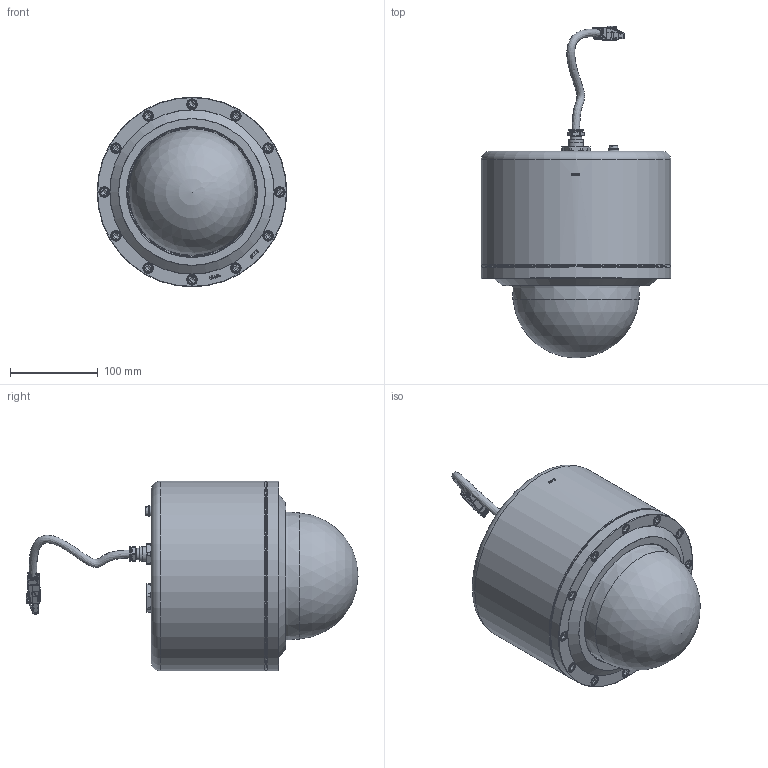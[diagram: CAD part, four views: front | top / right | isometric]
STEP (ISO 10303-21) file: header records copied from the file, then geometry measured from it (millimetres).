
FILE_DESCRIPTION(/* description */ (''),/* implementation_level */ '2;1');
FILE_NAME(/* name */ 'ExCam IPQ3628_8HS.23040163)_(download).stp',/* time_stamp */ '2025-02-21T15:43:53+01:00',/* author */ ('Thiemo Gruber'),/* organization */ (''),/* preprocessor_version */ 'ST-DEVELOPER v20',/* originating_system */ 'Autodesk Inventor 2025',/* authorisation */ '');
FILE_SCHEMA (('AUTOMOTIVE_DESIGN { 1 0 10303 214 3 1 1 }'));
Length unit declared in the file: millimetre
Products named in the file (22): ExCam IPQ3628 T08-VA4.1K.PS1-LL.H-000.N-P_rev.00; VA4.1K_rev.02; VA4.x.Px1_rev.01; VA4.x.Px1_rev.01_1; Compound VA4.x.PA2_rev.04; O-Ring 146x4,00 MVQ70; VA4.x.Px1 Passscheibe_rev.01; VA4.x.PA2 Ringmutter vers.02_rev.03; VA 3.x Gylon Flachdichtung; VA3.x Gehäuseschraubengarnitur; DIN 912 - M6 x 25; DIN 7980 - 6; 20180909_VA4_x_PS1 Kalotte_(Dome)mit Kühlung_Stand_29_8_2019; DIN 125 - A 6,4; DIN 128 - A6; DIN 84 - M6 x 8; Ex-d_Verschlussstopfen M25x1,5; SKD02-T; CAPRI ADE 1F2 M20 No.5; ADE1M201NPN; KLE Gummieinsatz M20; Metz Connect RJ45 Plug_130E405032-E
Assembly tree (32 placements, depth 4):
  ExCam IPQ3628 T08-VA4.1K.PS1-LL.H-000.N-P_rev.00
    VA4.1K_rev.02
    VA4.x.Px1_rev.01
      VA4.x.Px1_rev.01_1
      Compound VA4.x.PA2_rev.04
      O-Ring 146x4,00 MVQ70
      VA4.x.Px1 Passscheibe_rev.01
      VA4.x.PA2 Ringmutter vers.02_rev.03
      VA 3.x Gylon Flachdichtung
      VA3.x Gehäuseschraubengarnitur  x12
        DIN 912 - M6 x 25
        DIN 7980 - 6
      20180909_VA4_x_PS1 Kalotte_(Dome)mit Kühlung_Stand_29_8_2019
    DIN 125 - A 6,4
    DIN 128 - A6
    DIN 84 - M6 x 8
    Ex-d_Verschlussstopfen M25x1,5
    SKD02-T
    CAPRI ADE 1F2 M20 No.5
      ADE1M201NPN
      KLE Gummieinsatz M20
    Metz Connect RJ45 Plug_130E405032-E
Bounding box: 216 x 377.96 x 216 mm (x, y, z)
Volume: 1641659.3 mm3; surface area: 570759.7 mm2
Topology: 40 solids, 40 shells, 2648 faces, 6971 edges, 4461 vertices
Faces by surface type: plane 1190, cylinder 727, bspline 452, cone 163, torus 94, sphere 22
Full cylindrical faces by diameter (mm): 0.3 x1, 2.3 x2, 3.242 x1, 4.917 x15, 5 x4, 5.459 x1, 5.9 x12, 6 x13, 6.4 x13, 6.647 x6, 9.2 x1, 10 x12, 11 x12, 11.9 x1, 12 x1, 12.3 x1, 13 x1, 13.7 x1, 15.4 x1, 16.4 x1, 16.6 x2, 17.6 x1, 18.376 x1, 20 x2, 23.376 x1, 25 x1, 148 x3, 150 x2, 153 x2, 154 x1
Entity records: 94493 total; most frequent: CARTESIAN_POINT 34433, ORIENTED_EDGE 12682, DIRECTION 11603, EDGE_CURVE 6341, VERTEX_POINT 4065, AXIS2_PLACEMENT_3D 3924, LINE 3755, VECTOR 3755
